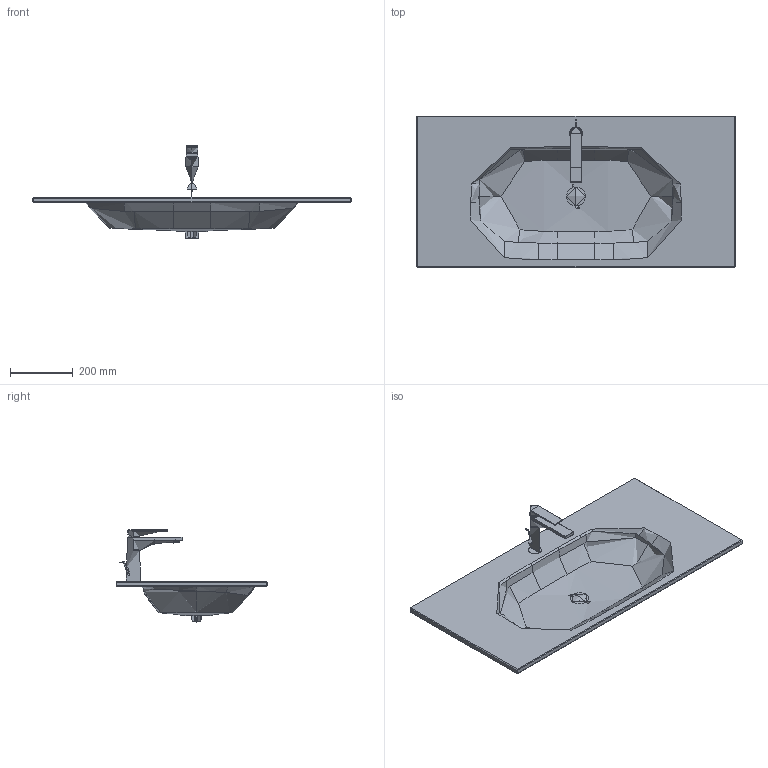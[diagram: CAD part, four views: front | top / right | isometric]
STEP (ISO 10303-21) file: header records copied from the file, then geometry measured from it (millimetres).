
FILE_DESCRIPTION(/* description */ (''),/* implementation_level */ '2;1');
FILE_NAME(/* name */ '265002',/* time_stamp */ '2024-06-19T14:54:52+02:00',/* author */ (''),/* organization */ (''),/* preprocessor_version */ 'ST-DEVELOPER v15',/* originating_system */ '',/* authorisation */ '');
FILE_SCHEMA (('AUTOMOTIVE_DESIGN'));
Length unit declared in the file: millimetre
Products named in the file (1): Document
Bounding box: 1020 x 485 x 295.67 mm (x, y, z)
Volume: 26637.6 mm3
Topology: 5 solids, 16 shells, 304 faces, 967 edges, 597 vertices
Faces by surface type: bspline 248, plane 56
Entity records: 140927 total; most frequent: CARTESIAN_POINT 135714, ORIENTED_EDGE 1614, EDGE_CURVE 959, B_SPLINE_CURVE_WITH_KNOTS 731, VERTEX_POINT 600, EDGE_LOOP 323, ADVANCED_FACE 304, FACE_OUTER_BOUND 304
